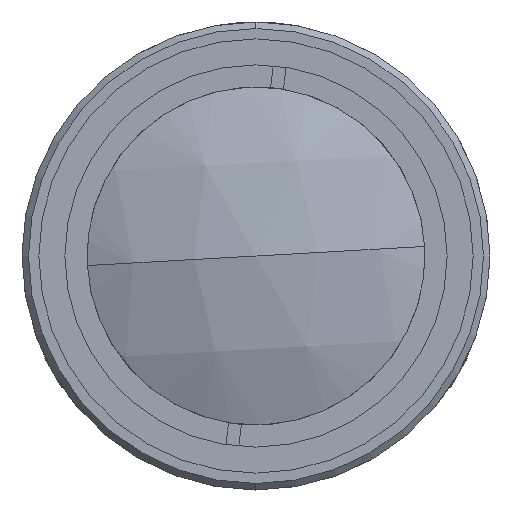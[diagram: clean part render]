
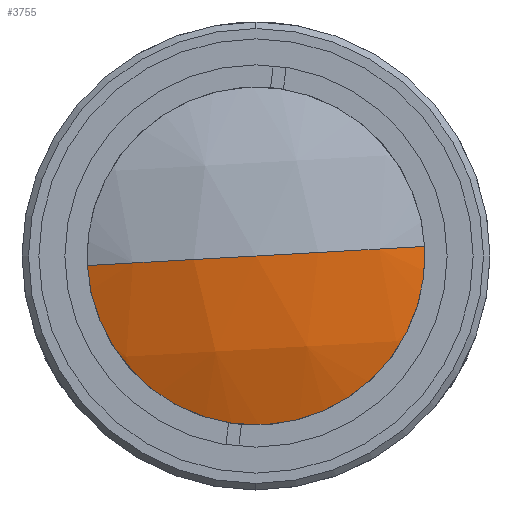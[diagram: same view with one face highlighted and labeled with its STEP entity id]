
A CAD part, left-side view. The second image highlights one B-rep face of the part: STEP entity #3755.
In plain terms, the highlighted spherical face has radius 34.13 mm.
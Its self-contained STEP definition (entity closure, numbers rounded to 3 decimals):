
#324 = DIRECTION ( 'NONE',  ( 0., -0.998, 0.057 ) ) ;
#353 = DIRECTION ( 'NONE',  ( 0., -0.057, -0.998 ) ) ;
#379 = DIRECTION ( 'NONE',  ( 0., 0.998, -0.057 ) ) ;
#411 = AXIS2_PLACEMENT_3D ( 'NONE', #4580, #353, #379 ) ;
#469 = DIRECTION ( 'NONE',  ( 0., -0.057, -0.998 ) ) ;
#664 = DIRECTION ( 'NONE',  ( 0., 0.057, 0.998 ) ) ;
#689 = CIRCLE ( 'NONE', #4468, 34.13 ) ;
#890 = EDGE_CURVE ( 'NONE', #1776, #2157, #3032, .T. ) ;
#1162 = CIRCLE ( 'NONE', #3398, 34.13 ) ;
#1505 = ORIENTED_EDGE ( 'NONE', *, *, #2214, .T. ) ;
#1714 = CARTESIAN_POINT ( 'NONE',  ( 8., 0., 0. ) ) ;
#1776 = VERTEX_POINT ( 'NONE', #3846 ) ;
#1912 = AXIS2_PLACEMENT_3D ( 'NONE', #4536, #2742, #664 ) ;
#2156 = EDGE_CURVE ( 'NONE', #1776, #2539, #689, .T. ) ;
#2157 = VERTEX_POINT ( 'NONE', #2806 ) ;
#2214 = EDGE_CURVE ( 'NONE', #2157, #2539, #1162, .T. ) ;
#2301 = EDGE_LOOP ( 'NONE', ( #2858, #1505, #4339 ) ) ;
#2539 = VERTEX_POINT ( 'NONE', #1714 ) ;
#2571 = DIRECTION ( 'NONE',  ( 0., 0.998, -0.057 ) ) ;
#2742 = DIRECTION ( 'NONE',  ( -1., 0., 0. ) ) ;
#2806 = CARTESIAN_POINT ( 'NONE',  ( 11.003, -13.977, 0.794 ) ) ;
#2807 = FACE_OUTER_BOUND ( 'NONE', #2301, .T. ) ;
#2858 = ORIENTED_EDGE ( 'NONE', *, *, #890, .T. ) ;
#3032 = CIRCLE ( 'NONE', #1912, 14. ) ;
#3165 = SPHERICAL_SURFACE ( 'NONE', #411, 34.13 ) ;
#3398 = AXIS2_PLACEMENT_3D ( 'NONE', #4284, #469, #2571 ) ;
#3515 = DIRECTION ( 'NONE',  ( 0., 0.057, 0.998 ) ) ;
#3755 = ADVANCED_FACE ( 'NONE', ( #2807 ), #3165, .T. ) ;
#3846 = CARTESIAN_POINT ( 'NONE',  ( 11.003, 13.977, -0.794 ) ) ;
#4284 = CARTESIAN_POINT ( 'NONE',  ( 42.13, 0., 0. ) ) ;
#4339 = ORIENTED_EDGE ( 'NONE', *, *, #2156, .F. ) ;
#4468 = AXIS2_PLACEMENT_3D ( 'NONE', #4532, #3515, #324 ) ;
#4532 = CARTESIAN_POINT ( 'NONE',  ( 42.13, 0., 0. ) ) ;
#4536 = CARTESIAN_POINT ( 'NONE',  ( 11.003, 0., 0. ) ) ;
#4580 = CARTESIAN_POINT ( 'NONE',  ( 42.13, 0., 0. ) ) ;
